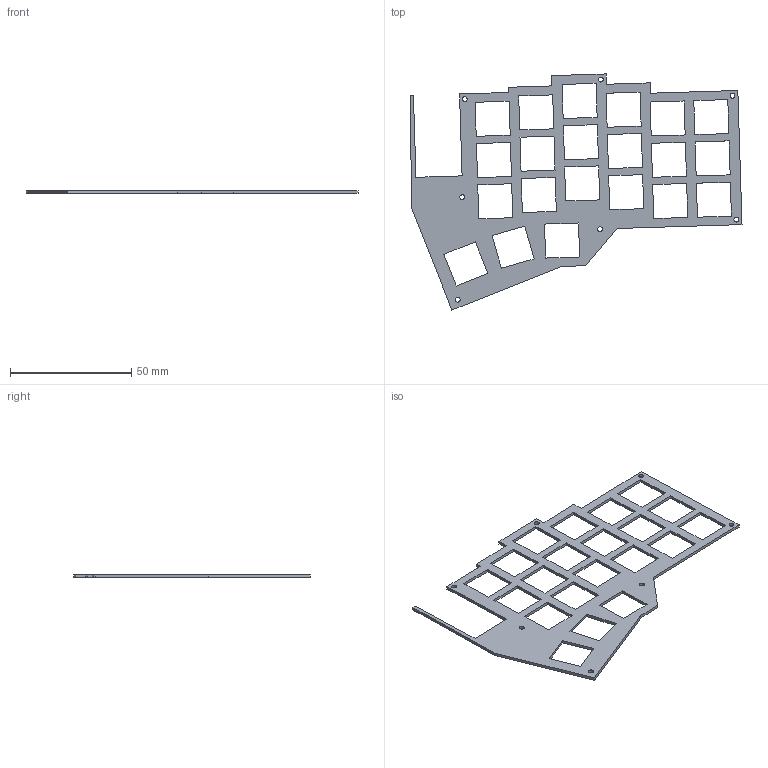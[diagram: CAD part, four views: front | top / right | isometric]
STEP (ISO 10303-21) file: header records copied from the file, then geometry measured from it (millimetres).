
FILE_DESCRIPTION(('HOOPS Exchange Step'),'2;1');
FILE_NAME('temp_export','2025-08-26T23:46:15+18:00',('alber'),('Shapr3D Limited'),'HOOPS Exchange 2025.5','Shapr3D','Authorized');
FILE_SCHEMA( ('AP242_MANAGED_MODEL_BASED_3D_ENGINEERING_MIM_LF {1 0 10303 442 1 1 4}') );
Length unit declared in the file: millimetre
Products named in the file (1): root
Bounding box: 136.69 x 97.24 x 1.2 mm (x, y, z)
Volume: 5517.1 mm3; surface area: 11252.1 mm2
Topology: 1 solids, 1 shells, 113 faces, 347 edges, 236 vertices
Faces by surface type: plane 106, cylinder 7
Full cylindrical faces by diameter (mm): 2 x7
Entity records: 3989 total; most frequent: CARTESIAN_POINT 698, ORIENTED_EDGE 694, DIRECTION 605, EDGE_CURVE 347, VECTOR 319, LINE 319, VERTEX_POINT 236, EDGE_LOOP 169
